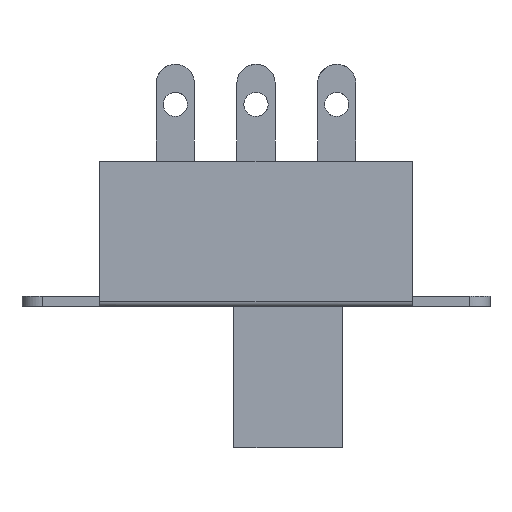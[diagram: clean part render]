
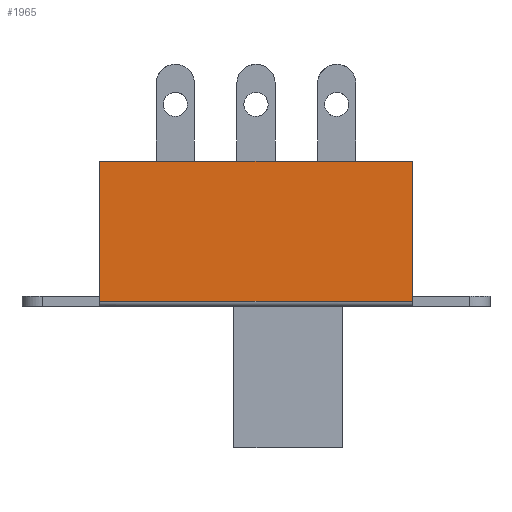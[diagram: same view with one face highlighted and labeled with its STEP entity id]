
A CAD part, front view. The second image highlights one B-rep face of the part: STEP entity #1965.
In plain terms, the highlighted free-form (B-spline) face has degree [1, 1] with [2, 2] control points.
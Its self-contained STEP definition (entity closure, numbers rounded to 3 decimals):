
#244 = VERTEX_POINT('',#245);
#245 = CARTESIAN_POINT('',(-22.734,6.959,6.681
    ));
#250 = EDGE_CURVE('',#251,#244,#253,.T.);
#251 = VERTEX_POINT('',#252);
#252 = CARTESIAN_POINT('',(-22.734,6.959,0.232
    ));
#253 = B_SPLINE_CURVE_WITH_KNOTS('',1,(#254,#255),.UNSPECIFIED.,.F.,.F.,
  (2,2),(0.25,7.2),.PIECEWISE_BEZIER_KNOTS.);
#254 = CARTESIAN_POINT('',(-22.734,6.959,0.232
    ));
#255 = CARTESIAN_POINT('',(-22.734,6.959,6.681
    ));
#293 = VERTEX_POINT('',#294);
#294 = CARTESIAN_POINT('',(-37.116,6.959,0.232
    ));
#302 = EDGE_CURVE('',#251,#293,#303,.T.);
#303 = B_SPLINE_CURVE_WITH_KNOTS('',1,(#304,#305),.UNSPECIFIED.,.F.,.F.,
  (2,2),(-11.625,3.875),.PIECEWISE_BEZIER_KNOTS.);
#304 = CARTESIAN_POINT('',(-22.734,6.959,0.232
    ));
#305 = CARTESIAN_POINT('',(-37.116,6.959,0.232
    ));
#1942 = EDGE_CURVE('',#1943,#293,#1945,.T.);
#1943 = VERTEX_POINT('',#1944);
#1944 = CARTESIAN_POINT('',(-37.116,6.959,
    6.681));
#1945 = B_SPLINE_CURVE_WITH_KNOTS('',1,(#1946,#1947),.UNSPECIFIED.,.F.,
  .F.,(2,2),(-3.35,3.6),.PIECEWISE_BEZIER_KNOTS.);
#1946 = CARTESIAN_POINT('',(-37.116,6.959,
    6.681));
#1947 = CARTESIAN_POINT('',(-37.116,6.959,
    0.232));
#1965 = ADVANCED_FACE('',(#1966),#1976,.T.);
#1966 = FACE_BOUND('',#1967,.T.);
#1967 = EDGE_LOOP('',(#1968,#1969,#1970,#1975));
#1968 = ORIENTED_EDGE('',*,*,#302,.F.);
#1969 = ORIENTED_EDGE('',*,*,#250,.T.);
#1970 = ORIENTED_EDGE('',*,*,#1971,.F.);
#1971 = EDGE_CURVE('',#1943,#244,#1972,.T.);
#1972 = B_SPLINE_CURVE_WITH_KNOTS('',1,(#1973,#1974),.UNSPECIFIED.,.F.,
  .F.,(2,2),(-7.75,7.75),.PIECEWISE_BEZIER_KNOTS.);
#1973 = CARTESIAN_POINT('',(-37.116,6.959,
    6.681));
#1974 = CARTESIAN_POINT('',(-22.734,6.959,
    6.681));
#1975 = ORIENTED_EDGE('',*,*,#1942,.T.);
#1976 = B_SPLINE_SURFACE_WITH_KNOTS('',1,1,(
    (#1977,#1978)
    ,(#1979,#1980
    )),.UNSPECIFIED.,.F.,.F.,.F.,(2,2),(2,2),(0.,15.5),(0.25,7.2),
  .PIECEWISE_BEZIER_KNOTS.);
#1977 = CARTESIAN_POINT('',(-37.116,6.959,
    0.232));
#1978 = CARTESIAN_POINT('',(-37.116,6.959,
    6.681));
#1979 = CARTESIAN_POINT('',(-22.734,6.959,
    0.232));
#1980 = CARTESIAN_POINT('',(-22.734,6.959,
    6.681));
